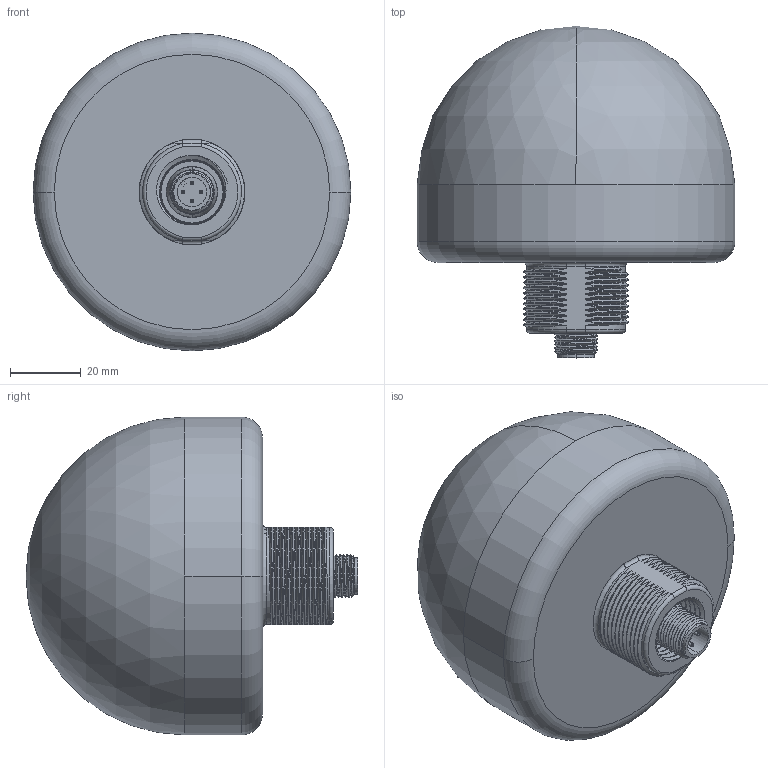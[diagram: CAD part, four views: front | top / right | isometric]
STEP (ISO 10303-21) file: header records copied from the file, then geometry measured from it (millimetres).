
FILE_DESCRIPTION((''),'2;1');
FILE_NAME('181759_ASM','2014-06-20T',('pdmadmin'),(''),'PRO/ENGINEER BY PARAMETRIC TECHNOLOGY CORPORATION, 2013230','PRO/ENGINEER BY PARAMETRIC TECHNOLOGY CORPORATION, 2013230','');
FILE_SCHEMA(('CONFIG_CONTROL_DESIGN'));
Products named in the file (5): 178148; 178149; 128008; 08427_NO_ORING; 181759_ASM
Assembly tree (4 placements, depth 2):
  181759_ASM
    178148
    178149
    128008
    08427_NO_ORING
Bounding box: 90 x 94 x 90 mm (x, y, z)
Volume: 97466.1 mm3; surface area: 57263.9 mm2
Topology: 4 solids, 4 shells, 408 faces, 978 edges, 617 vertices
Faces by surface type: cylinder 137, bspline 101, plane 68, torus 51, cone 47, sphere 4
Entity records: 43015 total; most frequent: CARTESIAN_POINT 33976, ORIENTED_EDGE 1948, DIRECTION 1702, EDGE_CURVE 974, AXIS2_PLACEMENT_3D 701, VERTEX_POINT 617, EDGE_LOOP 455, FACE_OUTER_BOUND 408
